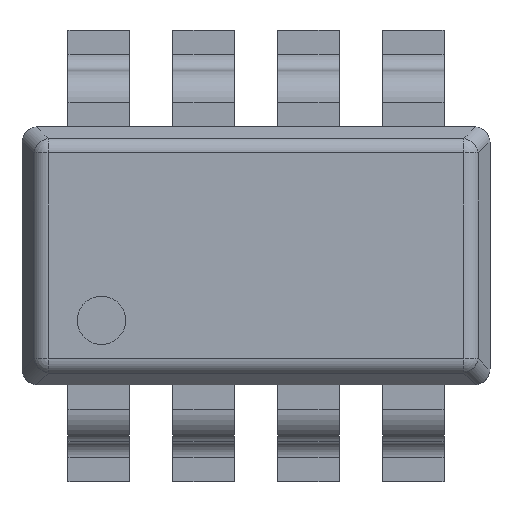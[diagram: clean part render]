
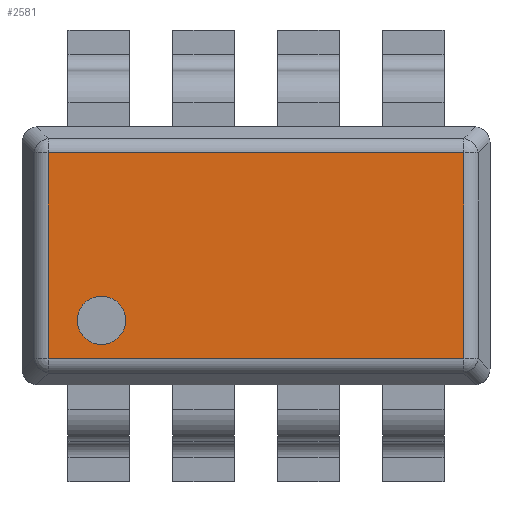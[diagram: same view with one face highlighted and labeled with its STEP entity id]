
A CAD part, top view. The second image highlights one B-rep face of the part: STEP entity #2581.
In plain terms, the highlighted planar face has unit normal (0, 0, 1).
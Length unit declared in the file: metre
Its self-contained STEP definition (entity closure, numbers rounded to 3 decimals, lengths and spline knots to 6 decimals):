
#124=CIRCLE('',#2852,0.00015);
#230=ORIENTED_EDGE('',*,*,#1002,.T.);
#231=ORIENTED_EDGE('',*,*,#1003,.T.);
#232=ORIENTED_EDGE('',*,*,#1004,.T.);
#233=ORIENTED_EDGE('',*,*,#1005,.T.);
#234=ORIENTED_EDGE('',*,*,#1006,.T.);
#1002=EDGE_CURVE('',#1388,#1388,#124,.F.);
#1003=EDGE_CURVE('',#1389,#1390,#1638,.T.);
#1004=EDGE_CURVE('',#1390,#1391,#1639,.F.);
#1005=EDGE_CURVE('',#1391,#1392,#1640,.F.);
#1006=EDGE_CURVE('',#1392,#1389,#1641,.T.);
#1388=VERTEX_POINT('',#3994);
#1389=VERTEX_POINT('',#3996);
#1390=VERTEX_POINT('',#3997);
#1391=VERTEX_POINT('',#3999);
#1392=VERTEX_POINT('',#4001);
#1638=LINE('',#3995,#1910);
#1639=LINE('',#3998,#1911);
#1640=LINE('',#4000,#1912);
#1641=LINE('',#4002,#1913);
#1910=VECTOR('',#3155,1.);
#1911=VECTOR('',#3156,1.);
#1912=VECTOR('',#3157,1.);
#1913=VECTOR('',#3158,1.);
#2170=EDGE_LOOP('',(#230));
#2171=EDGE_LOOP('',(#231,#232,#233,#234));
#2328=FACE_BOUND('',#2170,.T.);
#2329=FACE_BOUND('',#2171,.T.);
#2486=PLANE('',#2851);
#2581=ADVANCED_FACE('',(#2328,#2329),#2486,.T.);
#2851=AXIS2_PLACEMENT_3D('',#3992,#3151,#3152);
#2852=AXIS2_PLACEMENT_3D('',#3993,#3153,#3154);
#3151=DIRECTION('',(0.,0.,1.));
#3152=DIRECTION('',(1.,0.,0.));
#3153=DIRECTION('',(0.,0.,1.));
#3154=DIRECTION('',(1.,0.,0.));
#3155=DIRECTION('',(1.,0.,0.));
#3156=DIRECTION('',(0.,-1.,0.));
#3157=DIRECTION('',(1.,0.,0.));
#3158=DIRECTION('',(0.,-1.,0.));
#3992=CARTESIAN_POINT('',(0.,0.,0.001));
#3993=CARTESIAN_POINT('',(-0.000958,-0.0004,0.001));
#3994=CARTESIAN_POINT('',(-0.000808,-0.0004,0.001));
#3995=CARTESIAN_POINT('',(0.,-0.000638,0.001));
#3996=CARTESIAN_POINT('',(-0.001288,-0.000638,0.001));
#3997=CARTESIAN_POINT('',(0.001288,-0.000638,0.001));
#3998=CARTESIAN_POINT('',(0.001288,0.,0.001));
#3999=CARTESIAN_POINT('',(0.001288,0.000638,0.001));
#4000=CARTESIAN_POINT('',(0.,0.000638,0.001));
#4001=CARTESIAN_POINT('',(-0.001288,0.000638,0.001));
#4002=CARTESIAN_POINT('',(-0.001288,0.,0.001));
